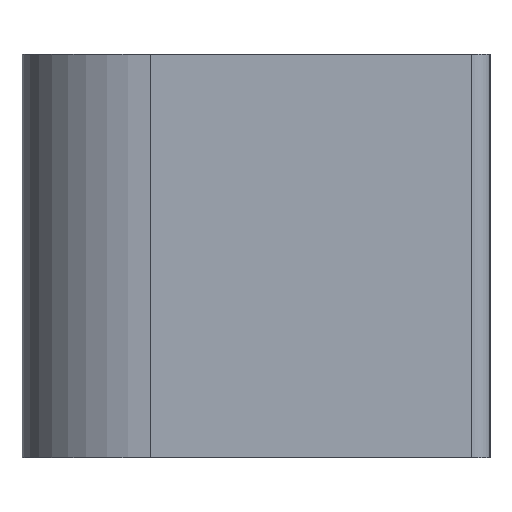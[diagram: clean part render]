
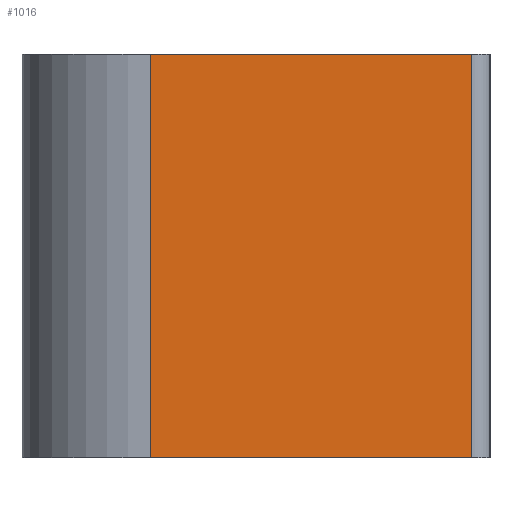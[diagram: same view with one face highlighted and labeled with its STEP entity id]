
A CAD part, left-side view. The second image highlights one B-rep face of the part: STEP entity #1016.
In plain terms, the highlighted planar face has unit normal (-1, 0, 0).
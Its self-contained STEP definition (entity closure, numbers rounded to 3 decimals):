
#92=PLANE('',#1142);
#148=FACE_OUTER_BOUND('',#217,.T.);
#217=EDGE_LOOP('',(#894,#895,#896,#897));
#239=LINE('',#1492,#301);
#254=LINE('',#1540,#316);
#267=LINE('',#2760,#329);
#290=LINE('',#2859,#352);
#301=VECTOR('',#1206,10.);
#316=VECTOR('',#1249,10.);
#329=VECTOR('',#1298,10.);
#352=VECTOR('',#1423,10.);
#426=VERTEX_POINT('',#1489);
#427=VERTEX_POINT('',#1491);
#446=VERTEX_POINT('',#1538);
#476=VERTEX_POINT('',#2759);
#524=EDGE_CURVE('',#426,#427,#239,.T.);
#549=EDGE_CURVE('',#446,#426,#254,.T.);
#593=EDGE_CURVE('',#476,#427,#267,.T.);
#641=EDGE_CURVE('',#446,#476,#290,.T.);
#894=ORIENTED_EDGE('',*,*,#549,.F.);
#895=ORIENTED_EDGE('',*,*,#641,.T.);
#896=ORIENTED_EDGE('',*,*,#593,.T.);
#897=ORIENTED_EDGE('',*,*,#524,.F.);
#1016=ADVANCED_FACE('',(#148),#92,.T.);
#1142=AXIS2_PLACEMENT_3D('',#2858,#1421,#1422);
#1206=DIRECTION('',(0.,1.,0.));
#1249=DIRECTION('',(0.,0.,-1.));
#1298=DIRECTION('',(0.,0.,-1.));
#1421=DIRECTION('center_axis',(-1.,0.,0.));
#1422=DIRECTION('ref_axis',(0.,1.,0.));
#1423=DIRECTION('',(0.,1.,0.));
#1489=CARTESIAN_POINT('',(-34.5,-10.25,-22.));
#1491=CARTESIAN_POINT('',(-34.5,7.25,-22.));
#1492=CARTESIAN_POINT('',(-34.5,-11.25,-22.));
#1538=CARTESIAN_POINT('',(-34.5,-10.25,0.));
#1540=CARTESIAN_POINT('',(-34.5,-10.25,0.));
#2759=CARTESIAN_POINT('',(-34.5,7.25,0.));
#2760=CARTESIAN_POINT('',(-34.5,7.25,0.));
#2858=CARTESIAN_POINT('Origin',(-34.5,-11.25,0.));
#2859=CARTESIAN_POINT('',(-34.5,-11.25,0.));
